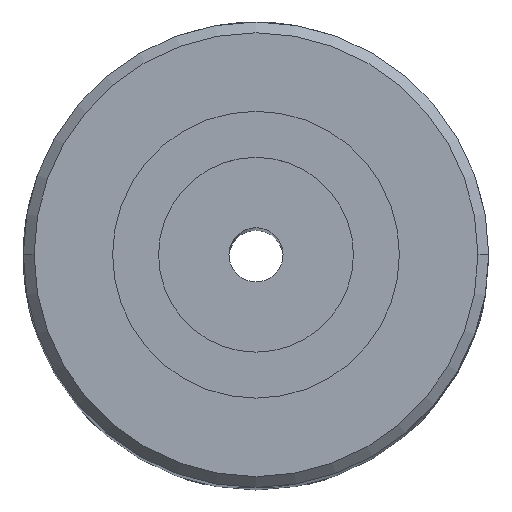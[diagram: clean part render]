
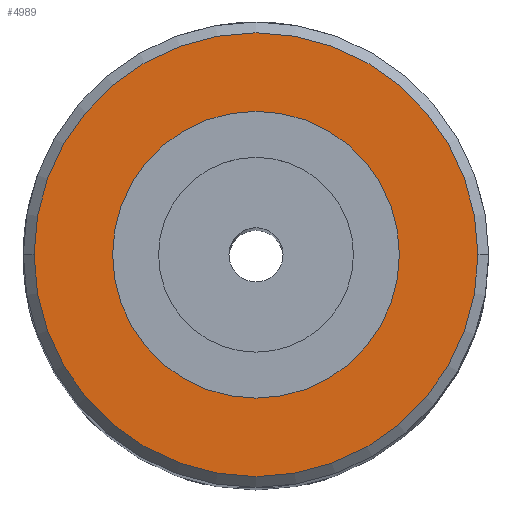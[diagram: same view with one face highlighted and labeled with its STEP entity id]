
A CAD part, top view. The second image highlights one B-rep face of the part: STEP entity #4989.
In plain terms, the highlighted planar face has unit normal (0, 0, 1).
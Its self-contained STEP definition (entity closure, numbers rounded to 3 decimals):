
#57 = CARTESIAN_POINT ( 'NONE',  ( -26.5, 0., 296.5 ) ) ;
#105 = EDGE_CURVE ( 'NONE', #2111, #3255, #1807, .T. ) ;
#227 = EDGE_CURVE ( 'NONE', #3564, #894, #2361, .T. ) ;
#336 = DIRECTION ( 'NONE',  ( 0., 0., 1. ) ) ;
#535 = ORIENTED_EDGE ( 'NONE', *, *, #2068, .T. ) ;
#606 = DIRECTION ( 'NONE',  ( 0., 0., 1. ) ) ;
#894 = VERTEX_POINT ( 'NONE', #3368 ) ;
#1419 = CARTESIAN_POINT ( 'NONE',  ( 41., 0., 296.5 ) ) ;
#1532 = DIRECTION ( 'NONE',  ( 0., 0., 1. ) ) ;
#1715 = EDGE_LOOP ( 'NONE', ( #6085, #4723 ) ) ;
#1770 = CARTESIAN_POINT ( 'NONE',  ( 0., 0., 296.5 ) ) ;
#1807 = CIRCLE ( 'NONE', #6355, 26.5 ) ;
#1984 = ORIENTED_EDGE ( 'NONE', *, *, #227, .T. ) ;
#2068 = EDGE_CURVE ( 'NONE', #894, #3564, #6676, .T. ) ;
#2111 = VERTEX_POINT ( 'NONE', #4081 ) ;
#2361 = CIRCLE ( 'NONE', #3122, 41. ) ;
#2385 = CIRCLE ( 'NONE', #4417, 26.5 ) ;
#2447 = FACE_OUTER_BOUND ( 'NONE', #3787, .T. ) ;
#2810 = DIRECTION ( 'NONE',  ( 0., 0., 1. ) ) ;
#2841 = DIRECTION ( 'NONE',  ( 1., 0., 0. ) ) ;
#3122 = AXIS2_PLACEMENT_3D ( 'NONE', #4949, #336, #2841 ) ;
#3255 = VERTEX_POINT ( 'NONE', #57 ) ;
#3294 = EDGE_CURVE ( 'NONE', #3255, #2111, #2385, .T. ) ;
#3368 = CARTESIAN_POINT ( 'NONE',  ( -41., 0., 296.5 ) ) ;
#3564 = VERTEX_POINT ( 'NONE', #1419 ) ;
#3692 = CARTESIAN_POINT ( 'NONE',  ( 0., 0., 296.5 ) ) ;
#3787 = EDGE_LOOP ( 'NONE', ( #535, #1984 ) ) ;
#3896 = AXIS2_PLACEMENT_3D ( 'NONE', #4582, #1532, #5122 ) ;
#4081 = CARTESIAN_POINT ( 'NONE',  ( 26.5, 0., 296.5 ) ) ;
#4201 = DIRECTION ( 'NONE',  ( 1., 0., 0. ) ) ;
#4304 = PLANE ( 'NONE',  #5416 ) ;
#4417 = AXIS2_PLACEMENT_3D ( 'NONE', #3692, #606, #4201 ) ;
#4582 = CARTESIAN_POINT ( 'NONE',  ( 0., 0., 296.5 ) ) ;
#4723 = ORIENTED_EDGE ( 'NONE', *, *, #3294, .F. ) ;
#4949 = CARTESIAN_POINT ( 'NONE',  ( 0., 0., 296.5 ) ) ;
#4989 = ADVANCED_FACE ( 'NONE', ( #5022, #2447 ), #4304, .T. ) ;
#5022 = FACE_BOUND ( 'NONE', #1715, .T. ) ;
#5122 = DIRECTION ( 'NONE',  ( 1., 0., 0. ) ) ;
#5416 = AXIS2_PLACEMENT_3D ( 'NONE', #1770, #2810, #6401 ) ;
#5692 = CARTESIAN_POINT ( 'NONE',  ( 0., 0., 296.5 ) ) ;
#5735 = DIRECTION ( 'NONE',  ( 0., 0., 1. ) ) ;
#6085 = ORIENTED_EDGE ( 'NONE', *, *, #105, .F. ) ;
#6250 = DIRECTION ( 'NONE',  ( 1., 0., 0. ) ) ;
#6355 = AXIS2_PLACEMENT_3D ( 'NONE', #5692, #5735, #6250 ) ;
#6401 = DIRECTION ( 'NONE',  ( 1., 0., 0. ) ) ;
#6676 = CIRCLE ( 'NONE', #3896, 41. ) ;
